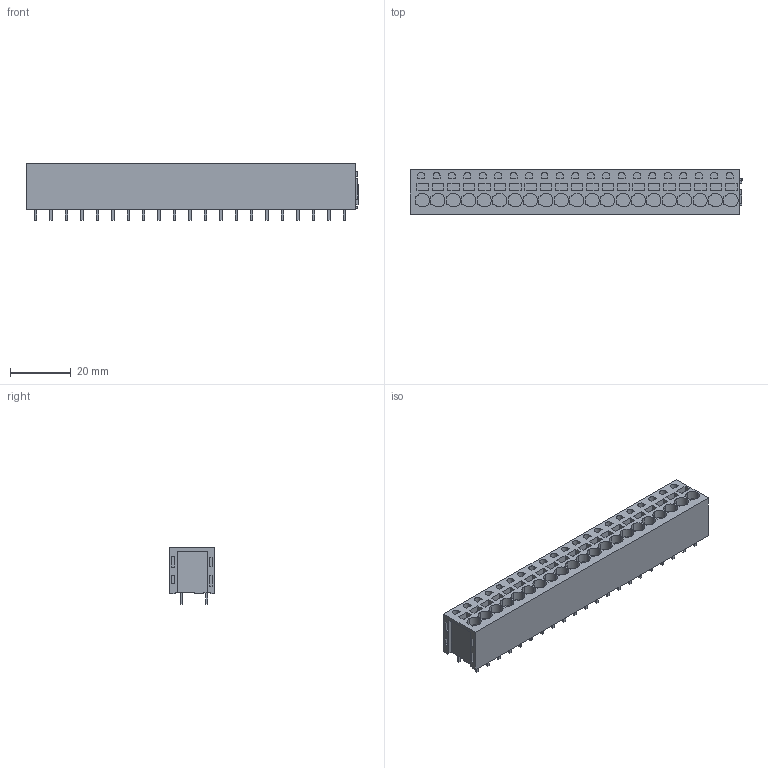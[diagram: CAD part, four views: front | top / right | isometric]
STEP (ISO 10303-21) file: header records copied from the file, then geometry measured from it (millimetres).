
FILE_DESCRIPTION(('CATIA V5 STEP Exchange','CAx-IF Rec.Pracs.--- Model Styling and Organization---1.2---2011-12-15'),'2;1');
FILE_NAME ('D1451919_0', '2018-04-09T13:56:37+00:00', ('none'), ('Weidmueller'), 'CATIA Version 5-6 Release 2014', 'CATIA V5 STEP AP214', 'none');
FILE_SCHEMA(('AUTOMOTIVE_DESIGN { 1 0 10303 214 1 1 1 1 }'));
Length unit declared in the file: millimetre
Products named in the file (1): 1426780000
Bounding box: 109.33 x 14.8 x 18.7 mm (x, y, z)
Volume: 22254.3 mm3; surface area: 9676.2 mm2
Topology: 43 solids, 43 shells, 715 faces, 1662 edges, 1108 vertices
Faces by surface type: plane 610, cylinder 105
Entity records: 19603 total; most frequent: CARTESIAN_POINT 3419, ORIENTED_EDGE 3324, DIRECTION 2754, EDGE_CURVE 1662, VECTOR 1452, LINE 1452, VERTEX_POINT 1108, EDGE_LOOP 790
